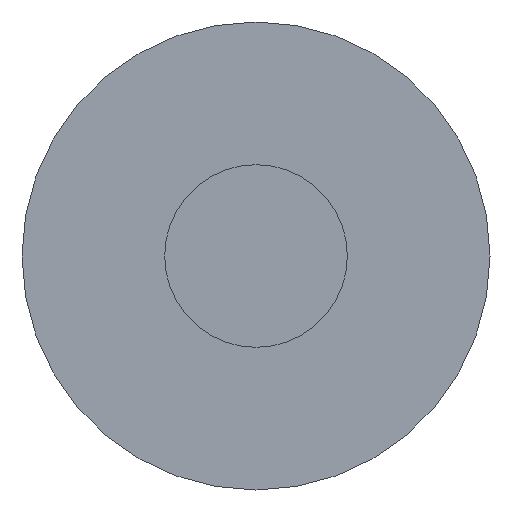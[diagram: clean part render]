
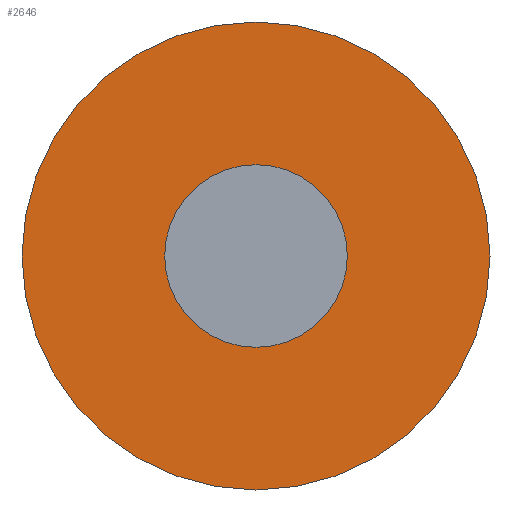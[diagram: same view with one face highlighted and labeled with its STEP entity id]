
A CAD part, left-side view. The second image highlights one B-rep face of the part: STEP entity #2646.
In plain terms, the highlighted planar face has unit normal (-1, 0, 0).
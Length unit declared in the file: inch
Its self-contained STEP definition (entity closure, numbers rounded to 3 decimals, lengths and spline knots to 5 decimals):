
#41 = VERTEX_POINT ( 'NONE', #845 ) ;
#362 = DIRECTION ( 'NONE',  ( 0., 0., -1. ) ) ;
#363 = EDGE_LOOP ( 'NONE', ( #1962, #3213 ) ) ;
#374 = CIRCLE ( 'NONE', #1245, 5.125 ) ;
#396 = CARTESIAN_POINT ( 'NONE',  ( 1.25, 0., 0. ) ) ;
#592 = DIRECTION ( 'NONE',  ( 0., 0., -1. ) ) ;
#668 = CARTESIAN_POINT ( 'NONE',  ( 1.25, 2., 0. ) ) ;
#811 = DIRECTION ( 'NONE',  ( 0., 0., 1. ) ) ;
#845 = CARTESIAN_POINT ( 'NONE',  ( 1.25, 0., -2. ) ) ;
#866 = CARTESIAN_POINT ( 'NONE',  ( 1.25, 0., 0. ) ) ;
#917 = FACE_OUTER_BOUND ( 'NONE', #363, .T. ) ;
#941 = CARTESIAN_POINT ( 'NONE',  ( 1.25, 0., 5.125 ) ) ;
#980 = DIRECTION ( 'NONE',  ( 0., 0., 1. ) ) ;
#1093 = CARTESIAN_POINT ( 'NONE',  ( 1.25, 0., 0. ) ) ;
#1179 = AXIS2_PLACEMENT_3D ( 'NONE', #396, #3322, #980 ) ;
#1245 = AXIS2_PLACEMENT_3D ( 'NONE', #1093, #3143, #811 ) ;
#1434 = ORIENTED_EDGE ( 'NONE', *, *, #2240, .T. ) ;
#1439 = CARTESIAN_POINT ( 'NONE',  ( 1.25, 0., 2. ) ) ;
#1548 = CIRCLE ( 'NONE', #2791, 2. ) ;
#1610 = VERTEX_POINT ( 'NONE', #1439 ) ;
#1871 = DIRECTION ( 'NONE',  ( 1., 0., 0. ) ) ;
#1962 = ORIENTED_EDGE ( 'NONE', *, *, #3189, .T. ) ;
#2034 = CIRCLE ( 'NONE', #2723, 2. ) ;
#2081 = PLANE ( 'NONE',  #2851 ) ;
#2240 = EDGE_CURVE ( 'NONE', #41, #1610, #2034, .T. ) ;
#2375 = VERTEX_POINT ( 'NONE', #941 ) ;
#2376 = DIRECTION ( 'NONE',  ( 1., 0., 0. ) ) ;
#2418 = DIRECTION ( 'NONE',  ( 0., 0., -1. ) ) ;
#2428 = CARTESIAN_POINT ( 'NONE',  ( 1.25, 0., -5.125 ) ) ;
#2438 = EDGE_CURVE ( 'NONE', #3729, #2375, #3032, .T. ) ;
#2646 = ADVANCED_FACE ( 'NONE', ( #3563, #917 ), #2081, .F. ) ;
#2723 = AXIS2_PLACEMENT_3D ( 'NONE', #866, #3756, #592 ) ;
#2791 = AXIS2_PLACEMENT_3D ( 'NONE', #3024, #2376, #2418 ) ;
#2851 = AXIS2_PLACEMENT_3D ( 'NONE', #668, #1871, #362 ) ;
#3024 = CARTESIAN_POINT ( 'NONE',  ( 1.25, 0., 0. ) ) ;
#3032 = CIRCLE ( 'NONE', #1179, 5.125 ) ;
#3143 = DIRECTION ( 'NONE',  ( -1., 0., 0. ) ) ;
#3189 = EDGE_CURVE ( 'NONE', #2375, #3729, #374, .T. ) ;
#3213 = ORIENTED_EDGE ( 'NONE', *, *, #2438, .T. ) ;
#3295 = EDGE_CURVE ( 'NONE', #1610, #41, #1548, .T. ) ;
#3322 = DIRECTION ( 'NONE',  ( -1., 0., 0. ) ) ;
#3563 = FACE_BOUND ( 'NONE', #3690, .T. ) ;
#3690 = EDGE_LOOP ( 'NONE', ( #3770, #1434 ) ) ;
#3729 = VERTEX_POINT ( 'NONE', #2428 ) ;
#3756 = DIRECTION ( 'NONE',  ( 1., 0., 0. ) ) ;
#3770 = ORIENTED_EDGE ( 'NONE', *, *, #3295, .T. ) ;
